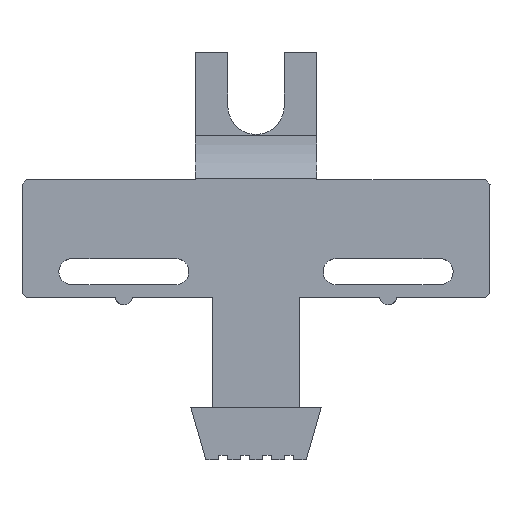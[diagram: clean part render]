
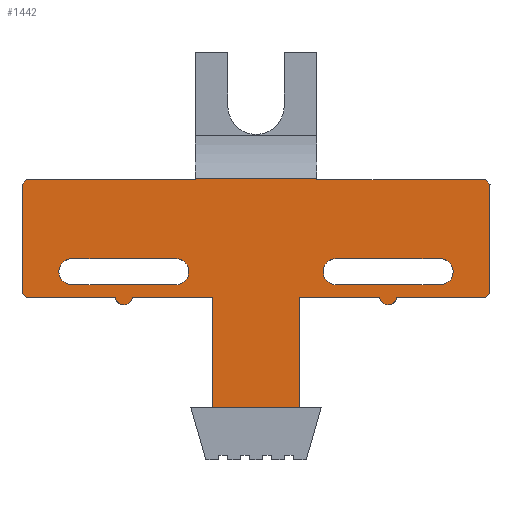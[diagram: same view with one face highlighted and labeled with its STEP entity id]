
A CAD part, top view. The second image highlights one B-rep face of the part: STEP entity #1442.
In plain terms, the highlighted face is planar.
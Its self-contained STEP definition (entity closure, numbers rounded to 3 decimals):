
#44=CIRCLE('',#1541,0.5);
#45=CIRCLE('',#1545,0.5);
#46=CIRCLE('',#1546,0.75);
#47=CIRCLE('',#1547,0.75);
#48=CIRCLE('',#1548,0.75);
#49=CIRCLE('',#1549,0.75);
#158=ORIENTED_EDGE('',*,*,#568,.F.);
#159=ORIENTED_EDGE('',*,*,#569,.T.);
#160=ORIENTED_EDGE('',*,*,#570,.F.);
#161=ORIENTED_EDGE('',*,*,#571,.F.);
#162=ORIENTED_EDGE('',*,*,#572,.F.);
#163=ORIENTED_EDGE('',*,*,#573,.T.);
#164=ORIENTED_EDGE('',*,*,#574,.F.);
#165=ORIENTED_EDGE('',*,*,#575,.T.);
#166=ORIENTED_EDGE('',*,*,#576,.F.);
#167=ORIENTED_EDGE('',*,*,#577,.T.);
#168=ORIENTED_EDGE('',*,*,#578,.F.);
#169=ORIENTED_EDGE('',*,*,#579,.T.);
#170=ORIENTED_EDGE('',*,*,#580,.F.);
#171=ORIENTED_EDGE('',*,*,#581,.T.);
#172=ORIENTED_EDGE('',*,*,#479,.F.);
#173=ORIENTED_EDGE('',*,*,#582,.F.);
#174=ORIENTED_EDGE('',*,*,#583,.T.);
#175=ORIENTED_EDGE('',*,*,#563,.T.);
#176=ORIENTED_EDGE('',*,*,#584,.T.);
#177=ORIENTED_EDGE('',*,*,#585,.T.);
#178=ORIENTED_EDGE('',*,*,#586,.F.);
#179=ORIENTED_EDGE('',*,*,#587,.T.);
#180=ORIENTED_EDGE('',*,*,#588,.F.);
#181=ORIENTED_EDGE('',*,*,#589,.T.);
#182=ORIENTED_EDGE('',*,*,#590,.F.);
#183=ORIENTED_EDGE('',*,*,#591,.T.);
#184=ORIENTED_EDGE('',*,*,#592,.F.);
#185=ORIENTED_EDGE('',*,*,#593,.T.);
#479=EDGE_CURVE('',#690,#691,#826,.T.);
#563=EDGE_CURVE('',#763,#764,#44,.T.);
#568=EDGE_CURVE('',#767,#768,#905,.T.);
#569=EDGE_CURVE('',#767,#769,#906,.F.);
#570=EDGE_CURVE('',#770,#769,#907,.T.);
#571=EDGE_CURVE('',#771,#770,#908,.T.);
#572=EDGE_CURVE('',#772,#771,#909,.T.);
#573=EDGE_CURVE('',#772,#773,#910,.T.);
#574=EDGE_CURVE('',#774,#773,#911,.T.);
#575=EDGE_CURVE('',#774,#775,#912,.F.);
#576=EDGE_CURVE('',#776,#775,#913,.T.);
#577=EDGE_CURVE('',#776,#777,#914,.F.);
#578=EDGE_CURVE('',#778,#777,#915,.T.);
#579=EDGE_CURVE('',#778,#779,#45,.T.);
#580=EDGE_CURVE('',#780,#779,#916,.T.);
#581=EDGE_CURVE('',#780,#691,#917,.T.);
#582=EDGE_CURVE('',#781,#690,#918,.T.);
#583=EDGE_CURVE('',#781,#763,#919,.T.);
#584=EDGE_CURVE('',#764,#782,#920,.T.);
#585=EDGE_CURVE('',#782,#768,#921,.T.);
#586=EDGE_CURVE('',#783,#784,#46,.T.);
#587=EDGE_CURVE('',#783,#785,#922,.T.);
#588=EDGE_CURVE('',#786,#785,#47,.T.);
#589=EDGE_CURVE('',#786,#784,#923,.T.);
#590=EDGE_CURVE('',#787,#788,#48,.T.);
#591=EDGE_CURVE('',#787,#789,#924,.T.);
#592=EDGE_CURVE('',#790,#789,#49,.T.);
#593=EDGE_CURVE('',#790,#788,#925,.T.);
#690=VERTEX_POINT('',#2022);
#691=VERTEX_POINT('',#2024);
#763=VERTEX_POINT('',#2188);
#764=VERTEX_POINT('',#2189);
#767=VERTEX_POINT('',#2198);
#768=VERTEX_POINT('',#2199);
#769=VERTEX_POINT('',#2201);
#770=VERTEX_POINT('',#2203);
#771=VERTEX_POINT('',#2205);
#772=VERTEX_POINT('',#2207);
#773=VERTEX_POINT('',#2209);
#774=VERTEX_POINT('',#2211);
#775=VERTEX_POINT('',#2213);
#776=VERTEX_POINT('',#2215);
#777=VERTEX_POINT('',#2217);
#778=VERTEX_POINT('',#2219);
#779=VERTEX_POINT('',#2221);
#780=VERTEX_POINT('',#2223);
#781=VERTEX_POINT('',#2226);
#782=VERTEX_POINT('',#2229);
#783=VERTEX_POINT('',#2232);
#784=VERTEX_POINT('',#2233);
#785=VERTEX_POINT('',#2235);
#786=VERTEX_POINT('',#2237);
#787=VERTEX_POINT('',#2240);
#788=VERTEX_POINT('',#2241);
#789=VERTEX_POINT('',#2243);
#790=VERTEX_POINT('',#2245);
#826=LINE('',#2023,#1016);
#905=LINE('',#2197,#1095);
#906=LINE('',#2200,#1096);
#907=LINE('',#2202,#1097);
#908=LINE('',#2204,#1098);
#909=LINE('',#2206,#1099);
#910=LINE('',#2208,#1100);
#911=LINE('',#2210,#1101);
#912=LINE('',#2212,#1102);
#913=LINE('',#2214,#1103);
#914=LINE('',#2216,#1104);
#915=LINE('',#2218,#1105);
#916=LINE('',#2222,#1106);
#917=LINE('',#2224,#1107);
#918=LINE('',#2225,#1108);
#919=LINE('',#2227,#1109);
#920=LINE('',#2228,#1110);
#921=LINE('',#2230,#1111);
#922=LINE('',#2234,#1112);
#923=LINE('',#2238,#1113);
#924=LINE('',#2242,#1114);
#925=LINE('',#2246,#1115);
#1016=VECTOR('',#1631,1000.);
#1095=VECTOR('',#1748,1000.);
#1096=VECTOR('',#1749,1000.);
#1097=VECTOR('',#1750,1000.);
#1098=VECTOR('',#1751,1000.);
#1099=VECTOR('',#1752,1000.);
#1100=VECTOR('',#1753,1000.);
#1101=VECTOR('',#1754,1000.);
#1102=VECTOR('',#1755,1000.);
#1103=VECTOR('',#1756,1000.);
#1104=VECTOR('',#1757,1000.);
#1105=VECTOR('',#1758,1000.);
#1106=VECTOR('',#1761,1000.);
#1107=VECTOR('',#1762,1000.);
#1108=VECTOR('',#1763,1000.);
#1109=VECTOR('',#1764,1000.);
#1110=VECTOR('',#1765,1000.);
#1111=VECTOR('',#1766,1000.);
#1112=VECTOR('',#1769,1000.);
#1113=VECTOR('',#1772,1000.);
#1114=VECTOR('',#1775,1000.);
#1115=VECTOR('',#1778,1000.);
#1214=EDGE_LOOP('',(#158,#159,#160,#161,#162,#163,#164,#165,#166,#167,#168,
#169,#170,#171,#172,#173,#174,#175,#176,#177));
#1215=EDGE_LOOP('',(#178,#179,#180,#181));
#1216=EDGE_LOOP('',(#182,#183,#184,#185));
#1295=FACE_BOUND('',#1214,.T.);
#1296=FACE_BOUND('',#1215,.T.);
#1297=FACE_BOUND('',#1216,.T.);
#1373=PLANE('',#1544);
#1442=ADVANCED_FACE('',(#1295,#1296,#1297),#1373,.T.);
#1541=AXIS2_PLACEMENT_3D('',#2187,#1738,#1739);
#1544=AXIS2_PLACEMENT_3D('',#2196,#1746,#1747);
#1545=AXIS2_PLACEMENT_3D('',#2220,#1759,#1760);
#1546=AXIS2_PLACEMENT_3D('',#2231,#1767,#1768);
#1547=AXIS2_PLACEMENT_3D('',#2236,#1770,#1771);
#1548=AXIS2_PLACEMENT_3D('',#2239,#1773,#1774);
#1549=AXIS2_PLACEMENT_3D('',#2244,#1776,#1777);
#1631=DIRECTION('',(1.,0.,0.));
#1738=DIRECTION('',(0.,0.,-1.));
#1739=DIRECTION('',(-1.,0.,0.));
#1746=DIRECTION('',(0.,0.,-1.));
#1747=DIRECTION('',(-1.,0.,0.));
#1748=DIRECTION('',(0.,-1.,0.));
#1749=DIRECTION('',(-0.707,-0.707,0.));
#1750=DIRECTION('',(-1.,0.,0.));
#1751=DIRECTION('',(0.,-1.,0.));
#1752=DIRECTION('',(-1.,0.,0.));
#1753=DIRECTION('',(0.,-1.,0.));
#1754=DIRECTION('',(-1.,0.,0.));
#1755=DIRECTION('',(-0.707,0.707,0.));
#1756=DIRECTION('',(0.,1.,0.));
#1757=DIRECTION('',(0.707,0.707,0.));
#1758=DIRECTION('',(1.,0.,0.));
#1759=DIRECTION('',(0.,0.,-1.));
#1760=DIRECTION('',(-1.,0.,0.));
#1761=DIRECTION('',(1.,0.,0.));
#1762=DIRECTION('',(0.,-1.,0.));
#1763=DIRECTION('',(0.,-1.,0.));
#1764=DIRECTION('',(-1.,0.,0.));
#1765=DIRECTION('',(-1.,0.,0.));
#1766=DIRECTION('',(-0.707,0.707,0.));
#1767=DIRECTION('',(0.,0.,-1.));
#1768=DIRECTION('',(-1.,0.,0.));
#1769=DIRECTION('',(1.,0.,0.));
#1770=DIRECTION('',(0.,0.,-1.));
#1771=DIRECTION('',(-1.,0.,0.));
#1772=DIRECTION('',(-1.,0.,0.));
#1773=DIRECTION('',(0.,0.,-1.));
#1774=DIRECTION('',(-1.,0.,0.));
#1775=DIRECTION('',(1.,0.,0.));
#1776=DIRECTION('',(0.,0.,-1.));
#1777=DIRECTION('',(-1.,0.,0.));
#1778=DIRECTION('',(-1.,0.,0.));
#2022=CARTESIAN_POINT('',(-2.5,-17.386,-2.2));
#2023=CARTESIAN_POINT('',(0.,-17.386,-2.2));
#2024=CARTESIAN_POINT('',(2.5,-17.386,-2.2));
#2187=CARTESIAN_POINT('',(-7.625,-10.947,-2.2));
#2188=CARTESIAN_POINT('',(-7.135,-11.047,-2.2));
#2189=CARTESIAN_POINT('',(-8.115,-11.047,-2.2));
#2196=CARTESIAN_POINT('',(4.204,12.854,-2.2));
#2197=CARTESIAN_POINT('',(-13.5,-6.648,-2.2));
#2198=CARTESIAN_POINT('',(-13.5,-4.497,-2.2));
#2199=CARTESIAN_POINT('',(-13.5,-10.798,-2.2));
#2200=CARTESIAN_POINT('',(4.027,13.031,-2.2));
#2201=CARTESIAN_POINT('',(-13.25,-4.247,-2.2));
#2202=CARTESIAN_POINT('',(-7.25,-4.247,-2.2));
#2203=CARTESIAN_POINT('',(-3.5,-4.247,-2.2));
#2204=CARTESIAN_POINT('',(-3.5,-1.761,-2.2));
#2205=CARTESIAN_POINT('',(-3.5,-4.167,-2.2));
#2206=CARTESIAN_POINT('',(3.5,-4.167,-2.2));
#2207=CARTESIAN_POINT('',(3.5,-4.167,-2.2));
#2208=CARTESIAN_POINT('',(3.5,-1.886,-2.2));
#2209=CARTESIAN_POINT('',(3.5,-4.246,-2.2));
#2210=CARTESIAN_POINT('',(5.5,-4.246,-2.2));
#2211=CARTESIAN_POINT('',(13.25,-4.246,-2.2));
#2212=CARTESIAN_POINT('',(0.177,8.826,-2.2));
#2213=CARTESIAN_POINT('',(13.5,-4.496,-2.2));
#2214=CARTESIAN_POINT('',(13.5,-5.358,-2.2));
#2215=CARTESIAN_POINT('',(13.5,-10.797,-2.2));
#2216=CARTESIAN_POINT('',(20.677,-3.619,-2.2));
#2217=CARTESIAN_POINT('',(13.25,-11.047,-2.2));
#2218=CARTESIAN_POINT('',(11.038,-11.047,-2.2));
#2219=CARTESIAN_POINT('',(8.115,-11.047,-2.2));
#2220=CARTESIAN_POINT('',(7.625,-10.947,-2.2));
#2221=CARTESIAN_POINT('',(7.135,-11.047,-2.2));
#2222=CARTESIAN_POINT('',(11.038,-11.047,-2.2));
#2223=CARTESIAN_POINT('',(2.5,-11.047,-2.2));
#2224=CARTESIAN_POINT('',(2.5,-1.886,-2.2));
#2225=CARTESIAN_POINT('',(-2.5,-1.761,-2.2));
#2226=CARTESIAN_POINT('',(-2.5,-11.047,-2.2));
#2227=CARTESIAN_POINT('',(-17.66,-11.048,-2.2));
#2228=CARTESIAN_POINT('',(-17.66,-11.048,-2.2));
#2229=CARTESIAN_POINT('',(-13.25,-11.048,-2.2));
#2230=CARTESIAN_POINT('',(-16.473,-7.825,-2.2));
#2231=CARTESIAN_POINT('',(4.625,-9.547,-2.2));
#2232=CARTESIAN_POINT('',(4.625,-10.297,-2.2));
#2233=CARTESIAN_POINT('',(4.625,-8.797,-2.2));
#2234=CARTESIAN_POINT('',(4.204,-10.297,-2.2));
#2235=CARTESIAN_POINT('',(10.625,-10.297,-2.2));
#2236=CARTESIAN_POINT('',(10.625,-9.547,-2.2));
#2237=CARTESIAN_POINT('',(10.625,-8.797,-2.2));
#2238=CARTESIAN_POINT('',(4.204,-8.797,-2.2));
#2239=CARTESIAN_POINT('',(-10.625,-9.547,-2.2));
#2240=CARTESIAN_POINT('',(-10.625,-10.297,-2.2));
#2241=CARTESIAN_POINT('',(-10.625,-8.797,-2.2));
#2242=CARTESIAN_POINT('',(4.204,-10.297,-2.2));
#2243=CARTESIAN_POINT('',(-4.625,-10.297,-2.2));
#2244=CARTESIAN_POINT('',(-4.625,-9.547,-2.2));
#2245=CARTESIAN_POINT('',(-4.625,-8.797,-2.2));
#2246=CARTESIAN_POINT('',(4.204,-8.797,-2.2));
